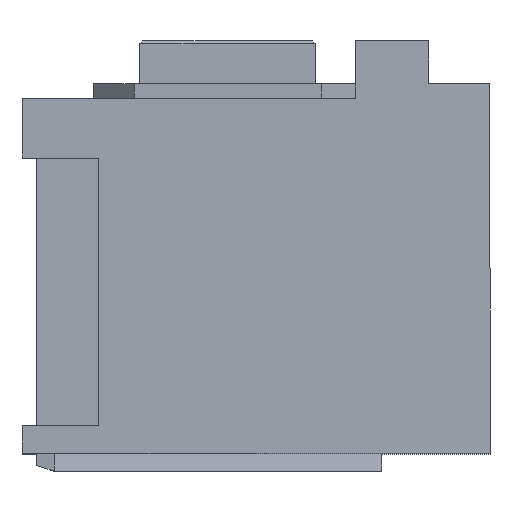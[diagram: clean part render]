
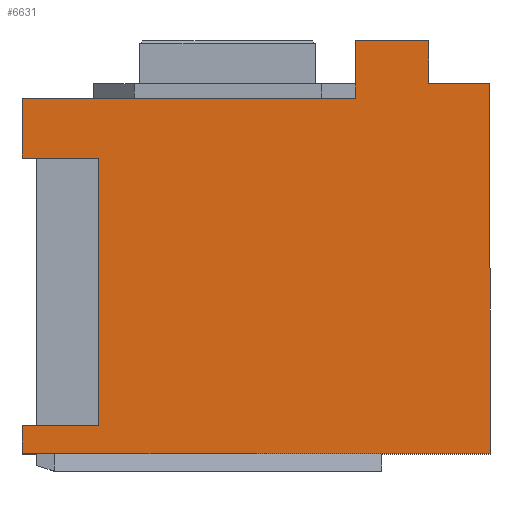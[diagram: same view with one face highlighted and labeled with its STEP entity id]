
A CAD part, top view. The second image highlights one B-rep face of the part: STEP entity #6631.
In plain terms, the highlighted planar face has unit normal (0, 0, 1).
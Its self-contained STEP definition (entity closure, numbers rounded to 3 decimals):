
#188=PLANE('',#7106);
#1398=ORIENTED_EDGE('',*,*,#2806,.F.);
#1399=ORIENTED_EDGE('',*,*,#2873,.F.);
#1400=ORIENTED_EDGE('',*,*,#2812,.T.);
#1401=ORIENTED_EDGE('',*,*,#2768,.T.);
#1402=ORIENTED_EDGE('',*,*,#2874,.F.);
#1403=ORIENTED_EDGE('',*,*,#2875,.F.);
#1404=ORIENTED_EDGE('',*,*,#2791,.T.);
#1405=ORIENTED_EDGE('',*,*,#2765,.F.);
#1406=ORIENTED_EDGE('',*,*,#2770,.F.);
#1407=ORIENTED_EDGE('',*,*,#2876,.T.);
#1408=ORIENTED_EDGE('',*,*,#2877,.T.);
#1409=ORIENTED_EDGE('',*,*,#2759,.T.);
#2759=EDGE_CURVE('',#3586,#3584,#4311,.T.);
#2765=EDGE_CURVE('',#3591,#3588,#4317,.T.);
#2768=EDGE_CURVE('',#3595,#3594,#4320,.T.);
#2770=EDGE_CURVE('',#3596,#3591,#4322,.T.);
#2791=EDGE_CURVE('',#3611,#3588,#4343,.T.);
#2806=EDGE_CURVE('',#3624,#3584,#4358,.T.);
#2812=EDGE_CURVE('',#3628,#3595,#4364,.T.);
#2873=EDGE_CURVE('',#3628,#3624,#4423,.T.);
#2874=EDGE_CURVE('',#3674,#3594,#4424,.T.);
#2875=EDGE_CURVE('',#3611,#3674,#4425,.T.);
#2876=EDGE_CURVE('',#3596,#3675,#4426,.T.);
#2877=EDGE_CURVE('',#3675,#3586,#4427,.T.);
#3584=VERTEX_POINT('',#15283);
#3586=VERTEX_POINT('',#15286);
#3588=VERTEX_POINT('',#15292);
#3591=VERTEX_POINT('',#15297);
#3594=VERTEX_POINT('',#15304);
#3595=VERTEX_POINT('',#15306);
#3596=VERTEX_POINT('',#15310);
#3611=VERTEX_POINT('',#15350);
#3624=VERTEX_POINT('',#15383);
#3628=VERTEX_POINT('',#15397);
#3674=VERTEX_POINT('',#15524);
#3675=VERTEX_POINT('',#15527);
#4311=LINE('',#15285,#5205);
#4317=LINE('',#15298,#5211);
#4320=LINE('',#15305,#5214);
#4322=LINE('',#15309,#5216);
#4343=LINE('',#15352,#5237);
#4358=LINE('',#15384,#5252);
#4364=LINE('',#15396,#5258);
#4423=LINE('',#15522,#5317);
#4424=LINE('',#15523,#5318);
#4425=LINE('',#15525,#5319);
#4426=LINE('',#15526,#5320);
#4427=LINE('',#15528,#5321);
#5205=VECTOR('',#8045,1000.);
#5211=VECTOR('',#8053,1000.);
#5214=VECTOR('',#8058,1000.);
#5216=VECTOR('',#8062,1000.);
#5237=VECTOR('',#8095,1000.);
#5252=VECTOR('',#8118,1000.);
#5258=VECTOR('',#8130,1000.);
#5317=VECTOR('',#8231,1000.);
#5318=VECTOR('',#8232,1000.);
#5319=VECTOR('',#8233,1000.);
#5320=VECTOR('',#8234,1000.);
#5321=VECTOR('',#8235,1000.);
#5921=EDGE_LOOP('',(#1398,#1399,#1400,#1401,#1402,#1403,#1404,#1405,#1406,
#1407,#1408,#1409));
#6265=FACE_BOUND('',#5921,.T.);
#6631=ADVANCED_FACE('',(#6265),#188,.T.);
#7106=AXIS2_PLACEMENT_3D('',#15521,#8229,#8230);
#8045=DIRECTION('',(-1.,0.,0.));
#8053=DIRECTION('',(-1.,0.,0.));
#8058=DIRECTION('',(-1.,0.,0.));
#8062=DIRECTION('',(0.,-1.,0.));
#8095=DIRECTION('',(0.,1.,0.));
#8118=DIRECTION('',(0.,1.,0.));
#8130=DIRECTION('',(0.,1.,0.));
#8229=DIRECTION('',(0.,0.,1.));
#8230=DIRECTION('',(0.,-1.,0.));
#8231=DIRECTION('',(1.,0.,0.));
#8232=DIRECTION('',(0.,1.,0.));
#8233=DIRECTION('',(-1.,0.,0.));
#8234=DIRECTION('',(-1.,0.,0.));
#8235=DIRECTION('',(0.,1.,0.));
#15283=CARTESIAN_POINT('',(4.023,8.,7.7));
#15285=CARTESIAN_POINT('',(6.073,8.,7.7));
#15286=CARTESIAN_POINT('',(6.073,8.,7.7));
#15292=CARTESIAN_POINT('',(6.573,-5.9,7.7));
#15297=CARTESIAN_POINT('',(8.038,-5.9,7.7));
#15298=CARTESIAN_POINT('',(8.038,-5.9,7.7));
#15304=CARTESIAN_POINT('',(-6.073,8.,7.7));
#15305=CARTESIAN_POINT('',(6.073,8.,7.7));
#15306=CARTESIAN_POINT('',(-5.123,8.,7.7));
#15309=CARTESIAN_POINT('',(8.038,-3.4,7.7));
#15310=CARTESIAN_POINT('',(8.038,-3.4,7.7));
#15350=CARTESIAN_POINT('',(6.573,-8.,7.7));
#15352=CARTESIAN_POINT('',(6.573,-8.,7.7));
#15383=CARTESIAN_POINT('',(4.023,5.4,7.7));
#15384=CARTESIAN_POINT('',(4.023,7.5,7.7));
#15396=CARTESIAN_POINT('',(-5.123,7.5,7.7));
#15397=CARTESIAN_POINT('',(-5.123,5.4,7.7));
#15521=CARTESIAN_POINT('',(6.073,-8.,7.7));
#15522=CARTESIAN_POINT('',(-5.123,5.4,7.7));
#15523=CARTESIAN_POINT('',(-6.073,-8.,7.7));
#15524=CARTESIAN_POINT('',(-6.073,-8.,7.7));
#15525=CARTESIAN_POINT('',(6.073,-8.,7.7));
#15526=CARTESIAN_POINT('',(8.038,-3.4,7.7));
#15527=CARTESIAN_POINT('',(6.073,-3.4,7.7));
#15528=CARTESIAN_POINT('',(6.073,-8.,7.7));
